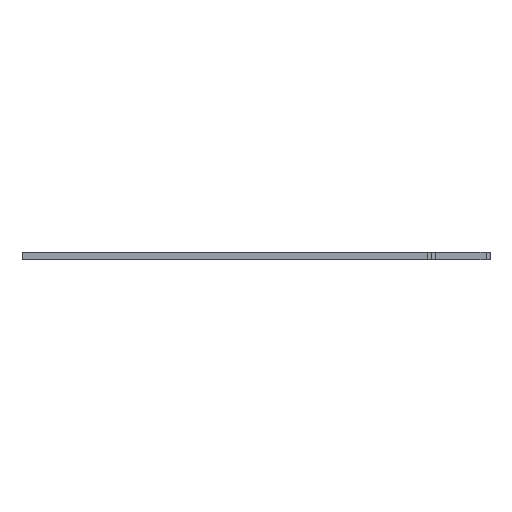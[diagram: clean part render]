
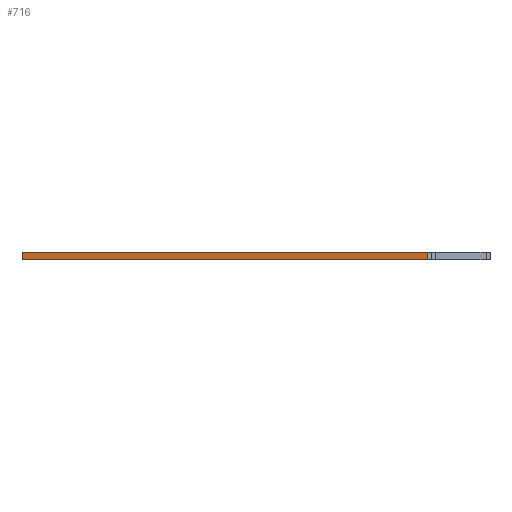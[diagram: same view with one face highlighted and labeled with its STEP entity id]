
A CAD part, left-side view. The second image highlights one B-rep face of the part: STEP entity #716.
In plain terms, the highlighted planar face has unit normal (-1, 0, 0).
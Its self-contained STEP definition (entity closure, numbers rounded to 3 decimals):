
#112=FACE_OUTER_BOUND('',#157,.T.);
#157=EDGE_LOOP('',(#583,#584,#585,#586));
#188=LINE('',#1053,#250);
#201=LINE('',#1100,#263);
#223=LINE('',#1184,#285);
#224=LINE('',#1186,#286);
#250=VECTOR('',#834,10.);
#263=VECTOR('',#871,10.);
#285=VECTOR('',#965,10.);
#286=VECTOR('',#968,10.);
#311=VERTEX_POINT('',#1050);
#312=VERTEX_POINT('',#1052);
#334=VERTEX_POINT('',#1098);
#360=VERTEX_POINT('',#1182);
#380=EDGE_CURVE('',#311,#312,#188,.T.);
#404=EDGE_CURVE('',#334,#311,#201,.T.);
#446=EDGE_CURVE('',#360,#334,#223,.T.);
#447=EDGE_CURVE('',#312,#360,#224,.T.);
#583=ORIENTED_EDGE('',*,*,#380,.F.);
#584=ORIENTED_EDGE('',*,*,#404,.F.);
#585=ORIENTED_EDGE('',*,*,#446,.F.);
#586=ORIENTED_EDGE('',*,*,#447,.F.);
#689=PLANE('',#797);
#716=ADVANCED_FACE('',(#112),#689,.T.);
#797=AXIS2_PLACEMENT_3D('',#1185,#966,#967);
#834=DIRECTION('',(0.,0.,1.));
#871=DIRECTION('',(0.,1.,0.));
#965=DIRECTION('',(0.,0.,-1.));
#966=DIRECTION('center_axis',(-1.,0.,0.));
#967=DIRECTION('ref_axis',(0.,1.,0.));
#968=DIRECTION('',(0.,-1.,0.));
#1050=CARTESIAN_POINT('',(-249.,0.5,-4.));
#1052=CARTESIAN_POINT('',(-249.,0.5,0.));
#1053=CARTESIAN_POINT('',(-249.,0.5,-1.));
#1098=CARTESIAN_POINT('',(-249.,-207.,-4.));
#1100=CARTESIAN_POINT('',(-249.,239.,-4.));
#1182=CARTESIAN_POINT('',(-249.,-207.,0.));
#1184=CARTESIAN_POINT('',(-249.,-207.,0.));
#1185=CARTESIAN_POINT('Origin',(-249.,-209.,0.));
#1186=CARTESIAN_POINT('',(-249.,239.,0.));
